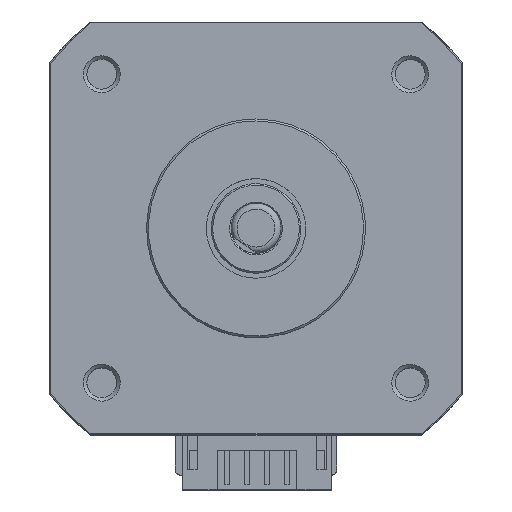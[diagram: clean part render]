
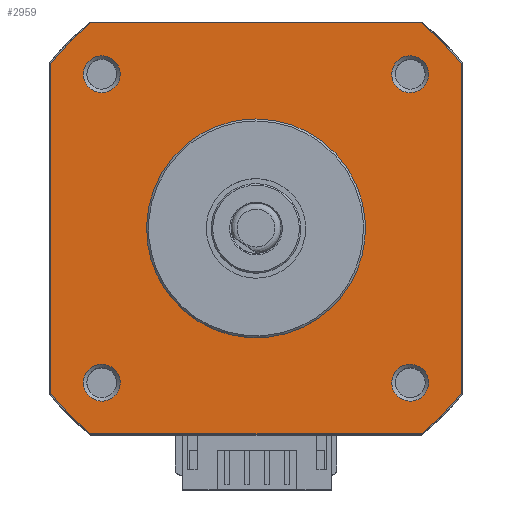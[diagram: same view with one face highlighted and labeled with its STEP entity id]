
A CAD part, top view. The second image highlights one B-rep face of the part: STEP entity #2959.
In plain terms, the highlighted free-form (B-spline) face has degree [1, 1] with [2, 2] control points.
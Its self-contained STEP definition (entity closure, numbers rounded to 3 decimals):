
#2959 = ADVANCED_FACE('',(#2960,#3022,#3036,#3050,#3064,#3078),#3092,.F.
  );
#2960 = FACE_BOUND('',#2961,.T.);
#2961 = EDGE_LOOP('',(#2962,#2972,#2979,#2987,#2994,#3002,#3009,#3017));
#2962 = ORIENTED_EDGE('',*,*,#2963,.F.);
#2963 = EDGE_CURVE('',#2964,#2966,#2968,.T.);
#2964 = VERTEX_POINT('',#2965);
#2965 = CARTESIAN_POINT('',(20.614,-3.942,
    35.596));
#2966 = VERTEX_POINT('',#2967);
#2967 = CARTESIAN_POINT('',(16.579,-7.977,
    35.596));
#2968 = ( BOUNDED_CURVE() B_SPLINE_CURVE(2,(#2969,#2970,#2971),
.UNSPECIFIED.,.F.,.F.) B_SPLINE_CURVE_WITH_KNOTS((3,3),(2.248,
2.464),.PIECEWISE_BEZIER_KNOTS.) CURVE() 
GEOMETRIC_REPRESENTATION_ITEM() RATIONAL_B_SPLINE_CURVE((1.,
0.994,1.)) REPRESENTATION_ITEM('') );
#2969 = CARTESIAN_POINT('',(20.614,-3.942,
    35.596));
#2970 = CARTESIAN_POINT('',(18.815,-6.178,
    35.596));
#2971 = CARTESIAN_POINT('',(16.579,-7.977,
    35.596));
#2972 = ORIENTED_EDGE('',*,*,#2973,.F.);
#2973 = EDGE_CURVE('',#2974,#2964,#2976,.T.);
#2974 = VERTEX_POINT('',#2975);
#2975 = CARTESIAN_POINT('',(20.614,29.216,
    35.596));
#2976 = B_SPLINE_CURVE_WITH_KNOTS('',1,(#2977,#2978),.UNSPECIFIED.,.F.,
  .F.,(2,2),(-16.608,16.608),.PIECEWISE_BEZIER_KNOTS.);
#2977 = CARTESIAN_POINT('',(20.614,29.216,
    35.596));
#2978 = CARTESIAN_POINT('',(20.614,-3.942,
    35.596));
#2979 = ORIENTED_EDGE('',*,*,#2980,.F.);
#2980 = EDGE_CURVE('',#2981,#2974,#2983,.T.);
#2981 = VERTEX_POINT('',#2982);
#2982 = CARTESIAN_POINT('',(16.579,33.251,
    35.596));
#2983 = ( BOUNDED_CURVE() B_SPLINE_CURVE(2,(#2984,#2985,#2986),
.UNSPECIFIED.,.F.,.F.) B_SPLINE_CURVE_WITH_KNOTS((3,3),(0.677,
0.893),.PIECEWISE_BEZIER_KNOTS.) CURVE() 
GEOMETRIC_REPRESENTATION_ITEM() RATIONAL_B_SPLINE_CURVE((1.,
0.994,1.)) REPRESENTATION_ITEM('') );
#2984 = CARTESIAN_POINT('',(16.579,33.251,
    35.596));
#2985 = CARTESIAN_POINT('',(18.815,31.452,
    35.596));
#2986 = CARTESIAN_POINT('',(20.614,29.216,
    35.596));
#2987 = ORIENTED_EDGE('',*,*,#2988,.F.);
#2988 = EDGE_CURVE('',#2989,#2981,#2991,.T.);
#2989 = VERTEX_POINT('',#2990);
#2990 = CARTESIAN_POINT('',(-16.579,33.251,
    35.596));
#2991 = B_SPLINE_CURVE_WITH_KNOTS('',1,(#2992,#2993),.UNSPECIFIED.,.F.,
  .F.,(2,2),(-16.608,16.608),.PIECEWISE_BEZIER_KNOTS.);
#2992 = CARTESIAN_POINT('',(-16.579,33.251,
    35.596));
#2993 = CARTESIAN_POINT('',(16.579,33.251,
    35.596));
#2994 = ORIENTED_EDGE('',*,*,#2995,.F.);
#2995 = EDGE_CURVE('',#2996,#2989,#2998,.T.);
#2996 = VERTEX_POINT('',#2997);
#2997 = CARTESIAN_POINT('',(-20.614,29.216,
    35.596));
#2998 = ( BOUNDED_CURVE() B_SPLINE_CURVE(2,(#2999,#3000,#3001),
.UNSPECIFIED.,.F.,.F.) B_SPLINE_CURVE_WITH_KNOTS((3,3),(5.39,
5.606),.PIECEWISE_BEZIER_KNOTS.) CURVE() 
GEOMETRIC_REPRESENTATION_ITEM() RATIONAL_B_SPLINE_CURVE((1.,
0.994,1.)) REPRESENTATION_ITEM('') );
#2999 = CARTESIAN_POINT('',(-20.614,29.216,
    35.596));
#3000 = CARTESIAN_POINT('',(-18.815,31.452,
    35.596));
#3001 = CARTESIAN_POINT('',(-16.579,33.251,
    35.596));
#3002 = ORIENTED_EDGE('',*,*,#3003,.F.);
#3003 = EDGE_CURVE('',#3004,#2996,#3006,.T.);
#3004 = VERTEX_POINT('',#3005);
#3005 = CARTESIAN_POINT('',(-20.614,-3.942,
    35.596));
#3006 = B_SPLINE_CURVE_WITH_KNOTS('',1,(#3007,#3008),.UNSPECIFIED.,.F.,
  .F.,(2,2),(-16.608,16.608),.PIECEWISE_BEZIER_KNOTS.);
#3007 = CARTESIAN_POINT('',(-20.614,-3.942,
    35.596));
#3008 = CARTESIAN_POINT('',(-20.614,29.216,
    35.596));
#3009 = ORIENTED_EDGE('',*,*,#3010,.F.);
#3010 = EDGE_CURVE('',#3011,#3004,#3013,.T.);
#3011 = VERTEX_POINT('',#3012);
#3012 = CARTESIAN_POINT('',(-16.579,-7.977,
    35.596));
#3013 = ( BOUNDED_CURVE() B_SPLINE_CURVE(2,(#3014,#3015,#3016),
.UNSPECIFIED.,.F.,.F.) B_SPLINE_CURVE_WITH_KNOTS((3,3),(3.819,
4.035),.PIECEWISE_BEZIER_KNOTS.) CURVE() 
GEOMETRIC_REPRESENTATION_ITEM() RATIONAL_B_SPLINE_CURVE((1.,
0.994,1.)) REPRESENTATION_ITEM('') );
#3014 = CARTESIAN_POINT('',(-16.579,-7.977,
    35.596));
#3015 = CARTESIAN_POINT('',(-18.815,-6.178,
    35.596));
#3016 = CARTESIAN_POINT('',(-20.614,-3.942,
    35.596));
#3017 = ORIENTED_EDGE('',*,*,#3018,.F.);
#3018 = EDGE_CURVE('',#2966,#3011,#3019,.T.);
#3019 = B_SPLINE_CURVE_WITH_KNOTS('',1,(#3020,#3021),.UNSPECIFIED.,.F.,
  .F.,(2,2),(-16.608,16.608),.PIECEWISE_BEZIER_KNOTS.);
#3020 = CARTESIAN_POINT('',(16.579,-7.977,
    35.596));
#3021 = CARTESIAN_POINT('',(-16.579,-7.977,
    35.596));
#3022 = FACE_BOUND('',#3023,.T.);
#3023 = EDGE_LOOP('',(#3024));
#3024 = ORIENTED_EDGE('',*,*,#3025,.T.);
#3025 = EDGE_CURVE('',#3026,#3026,#3028,.T.);
#3026 = VERTEX_POINT('',#3027);
#3027 = CARTESIAN_POINT('',(-15.473,-0.989,
    35.596));
#3028 = ( BOUNDED_CURVE() B_SPLINE_CURVE(2,(#3029,#3030,#3031,#3032,
#3033,#3034,#3035),.UNSPECIFIED.,.T.,.F.) B_SPLINE_CURVE_WITH_KNOTS((1,2
    ,2,2,2,1),(-2.094,0.,2.094,4.189,
6.283,8.378),.UNSPECIFIED.) CURVE() 
GEOMETRIC_REPRESENTATION_ITEM() RATIONAL_B_SPLINE_CURVE((1.,0.5,1.,0.5,
1.,0.5,1.)) REPRESENTATION_ITEM('') );
#3029 = CARTESIAN_POINT('',(-15.473,-0.989,
    35.596));
#3030 = CARTESIAN_POINT('',(-12.274,-0.989,
    35.596));
#3031 = CARTESIAN_POINT('',(-13.873,-3.759,
    35.596));
#3032 = CARTESIAN_POINT('',(-15.473,-6.529,
    35.596));
#3033 = CARTESIAN_POINT('',(-17.072,-3.759,
    35.596));
#3034 = CARTESIAN_POINT('',(-18.671,-0.989,
    35.596));
#3035 = CARTESIAN_POINT('',(-15.473,-0.989,
    35.596));
#3036 = FACE_BOUND('',#3037,.T.);
#3037 = EDGE_LOOP('',(#3038));
#3038 = ORIENTED_EDGE('',*,*,#3039,.T.);
#3039 = EDGE_CURVE('',#3040,#3040,#3042,.T.);
#3040 = VERTEX_POINT('',#3041);
#3041 = CARTESIAN_POINT('',(-15.473,29.956,
    35.596));
#3042 = ( BOUNDED_CURVE() B_SPLINE_CURVE(2,(#3043,#3044,#3045,#3046,
#3047,#3048,#3049),.UNSPECIFIED.,.T.,.F.) B_SPLINE_CURVE_WITH_KNOTS((1,2
    ,2,2,2,1),(-2.094,0.,2.094,4.189,
6.283,8.378),.UNSPECIFIED.) CURVE() 
GEOMETRIC_REPRESENTATION_ITEM() RATIONAL_B_SPLINE_CURVE((1.,0.5,1.,0.5,
1.,0.5,1.)) REPRESENTATION_ITEM('') );
#3043 = CARTESIAN_POINT('',(-15.473,29.956,
    35.596));
#3044 = CARTESIAN_POINT('',(-12.274,29.956,
    35.596));
#3045 = CARTESIAN_POINT('',(-13.873,27.186,
    35.596));
#3046 = CARTESIAN_POINT('',(-15.473,24.416,
    35.596));
#3047 = CARTESIAN_POINT('',(-17.072,27.186,
    35.596));
#3048 = CARTESIAN_POINT('',(-18.671,29.956,
    35.596));
#3049 = CARTESIAN_POINT('',(-15.473,29.956,
    35.596));
#3050 = FACE_BOUND('',#3051,.T.);
#3051 = EDGE_LOOP('',(#3052));
#3052 = ORIENTED_EDGE('',*,*,#3053,.T.);
#3053 = EDGE_CURVE('',#3054,#3054,#3056,.T.);
#3054 = VERTEX_POINT('',#3055);
#3055 = CARTESIAN_POINT('',(15.473,29.956,
    35.596));
#3056 = ( BOUNDED_CURVE() B_SPLINE_CURVE(2,(#3057,#3058,#3059,#3060,
#3061,#3062,#3063),.UNSPECIFIED.,.T.,.F.) B_SPLINE_CURVE_WITH_KNOTS((1,2
    ,2,2,2,1),(-2.094,0.,2.094,4.189,
6.283,8.378),.UNSPECIFIED.) CURVE() 
GEOMETRIC_REPRESENTATION_ITEM() RATIONAL_B_SPLINE_CURVE((1.,0.5,1.,0.5,
1.,0.5,1.)) REPRESENTATION_ITEM('') );
#3057 = CARTESIAN_POINT('',(15.473,29.956,
    35.596));
#3058 = CARTESIAN_POINT('',(18.671,29.956,
    35.596));
#3059 = CARTESIAN_POINT('',(17.072,27.186,
    35.596));
#3060 = CARTESIAN_POINT('',(15.473,24.416,
    35.596));
#3061 = CARTESIAN_POINT('',(13.873,27.186,
    35.596));
#3062 = CARTESIAN_POINT('',(12.274,29.956,
    35.596));
#3063 = CARTESIAN_POINT('',(15.473,29.956,
    35.596));
#3064 = FACE_BOUND('',#3065,.T.);
#3065 = EDGE_LOOP('',(#3066));
#3066 = ORIENTED_EDGE('',*,*,#3067,.T.);
#3067 = EDGE_CURVE('',#3068,#3068,#3070,.T.);
#3068 = VERTEX_POINT('',#3069);
#3069 = CARTESIAN_POINT('',(15.473,-0.989,
    35.596));
#3070 = ( BOUNDED_CURVE() B_SPLINE_CURVE(2,(#3071,#3072,#3073,#3074,
#3075,#3076,#3077),.UNSPECIFIED.,.T.,.F.) B_SPLINE_CURVE_WITH_KNOTS((1,2
    ,2,2,2,1),(-2.094,0.,2.094,4.189,
6.283,8.378),.UNSPECIFIED.) CURVE() 
GEOMETRIC_REPRESENTATION_ITEM() RATIONAL_B_SPLINE_CURVE((1.,0.5,1.,0.5,
1.,0.5,1.)) REPRESENTATION_ITEM('') );
#3071 = CARTESIAN_POINT('',(15.473,-0.989,
    35.596));
#3072 = CARTESIAN_POINT('',(18.671,-0.989,
    35.596));
#3073 = CARTESIAN_POINT('',(17.072,-3.759,
    35.596));
#3074 = CARTESIAN_POINT('',(15.473,-6.529,
    35.596));
#3075 = CARTESIAN_POINT('',(13.873,-3.759,
    35.596));
#3076 = CARTESIAN_POINT('',(12.274,-0.989,
    35.596));
#3077 = CARTESIAN_POINT('',(15.473,-0.989,
    35.596));
#3078 = FACE_BOUND('',#3079,.T.);
#3079 = EDGE_LOOP('',(#3080));
#3080 = ORIENTED_EDGE('',*,*,#3081,.T.);
#3081 = EDGE_CURVE('',#3082,#3082,#3084,.T.);
#3082 = VERTEX_POINT('',#3083);
#3083 = CARTESIAN_POINT('',(0.,23.618,
    35.596));
#3084 = ( BOUNDED_CURVE() B_SPLINE_CURVE(2,(#3085,#3086,#3087,#3088,
#3089,#3090,#3091),.UNSPECIFIED.,.T.,.F.) B_SPLINE_CURVE_WITH_KNOTS((1,2
    ,2,2,2,1),(-2.094,0.,2.094,4.189,
6.283,8.378),.UNSPECIFIED.) CURVE() 
GEOMETRIC_REPRESENTATION_ITEM() RATIONAL_B_SPLINE_CURVE((1.,0.5,1.,0.5,
1.,0.5,1.)) REPRESENTATION_ITEM('') );
#3085 = CARTESIAN_POINT('',(0.,23.618,
    35.596));
#3086 = CARTESIAN_POINT('',(19.019,23.618,
    35.596));
#3087 = CARTESIAN_POINT('',(9.509,7.147,
    35.596));
#3088 = CARTESIAN_POINT('',(0.,-9.324,
    35.596));
#3089 = CARTESIAN_POINT('',(-9.509,7.147,
    35.596));
#3090 = CARTESIAN_POINT('',(-19.019,23.618,
    35.596));
#3091 = CARTESIAN_POINT('',(0.,23.618,
    35.596));
#3092 = B_SPLINE_SURFACE_WITH_KNOTS('',1,1,(
    (#3093,#3094)
    ,(#3095,#3096
  )),.UNSPECIFIED.,.F.,.F.,.F.,(2,2),(2,2),(-20.65,20.65),(-20.65,20.65)
  ,.PIECEWISE_BEZIER_KNOTS.);
#3093 = CARTESIAN_POINT('',(-20.614,-7.977,
    35.596));
#3094 = CARTESIAN_POINT('',(20.614,-7.977,
    35.596));
#3095 = CARTESIAN_POINT('',(-20.614,33.251,
    35.596));
#3096 = CARTESIAN_POINT('',(20.614,33.251,
    35.596));
